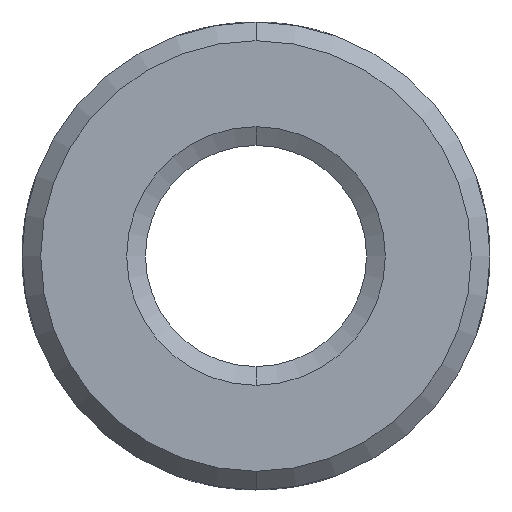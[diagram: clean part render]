
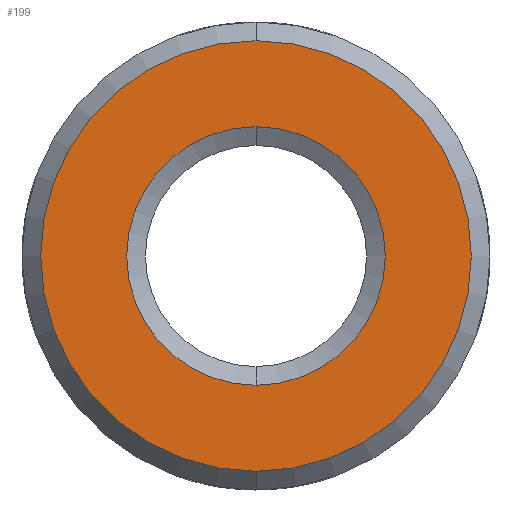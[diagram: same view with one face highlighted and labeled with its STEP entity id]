
A CAD part, front view. The second image highlights one B-rep face of the part: STEP entity #199.
In plain terms, the highlighted planar face has unit normal (0, -1, 0).
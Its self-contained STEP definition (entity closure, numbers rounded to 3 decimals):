
#191 = EDGE_CURVE ( 'NONE', #192, #193, #1285, .T. ) ;
#192 = VERTEX_POINT ( 'NONE', #1259 ) ;
#193 = VERTEX_POINT ( 'NONE', #1258 ) ;
#199 = ADVANCED_FACE ( 'NONE', ( #1248, #1247 ), #1232, .F. ) ;
#200 = EDGE_LOOP ( 'NONE', ( #271, #272 ) ) ;
#271 = ORIENTED_EDGE ( 'NONE', *, *, #191, .F. ) ;
#272 = ORIENTED_EDGE ( 'NONE', *, *, #273, .F. ) ;
#273 = EDGE_CURVE ( 'NONE', #193, #192, #1419, .T. ) ;
#274 = EDGE_LOOP ( 'NONE', ( #275, #276 ) ) ;
#275 = ORIENTED_EDGE ( 'NONE', *, *, #318, .T. ) ;
#276 = ORIENTED_EDGE ( 'NONE', *, *, #277, .T. ) ;
#277 = EDGE_CURVE ( 'NONE', #316, #319, #1501, .T. ) ;
#316 = VERTEX_POINT ( 'NONE', #1659 ) ;
#318 = EDGE_CURVE ( 'NONE', #319, #316, #1637, .T. ) ;
#319 = VERTEX_POINT ( 'NONE', #1632 ) ;
#1232 = PLANE ( 'NONE',  #1334 ) ;
#1247 = FACE_BOUND ( 'NONE', #274, .T. ) ;
#1248 = FACE_OUTER_BOUND ( 'NONE', #200, .T. ) ;
#1258 = CARTESIAN_POINT ( 'NONE',  ( 0., -1.587, -2.921 ) ) ;
#1259 = CARTESIAN_POINT ( 'NONE',  ( 0., -1.587, 2.921 ) ) ;
#1260 = DIRECTION ( 'NONE',  ( 0., 0., 1. ) ) ;
#1261 = DIRECTION ( 'NONE',  ( 0., 1., 0. ) ) ;
#1262 = AXIS2_PLACEMENT_3D ( 'NONE', #1284, #1261, #1260 ) ;
#1284 = CARTESIAN_POINT ( 'NONE',  ( 0., -1.587, 0. ) ) ;
#1285 = CIRCLE ( 'NONE', #1262, 2.921 ) ;
#1331 = DIRECTION ( 'NONE',  ( 0., 0., 1. ) ) ;
#1332 = DIRECTION ( 'NONE',  ( 0., 1., 0. ) ) ;
#1333 = CARTESIAN_POINT ( 'NONE',  ( 1.588, -1.587, 0. ) ) ;
#1334 = AXIS2_PLACEMENT_3D ( 'NONE', #1333, #1332, #1331 ) ;
#1419 = CIRCLE ( 'NONE', #1505, 2.921 ) ;
#1497 = DIRECTION ( 'NONE',  ( 0., 0., 1. ) ) ;
#1498 = DIRECTION ( 'NONE',  ( 0., 1., 0. ) ) ;
#1499 = CARTESIAN_POINT ( 'NONE',  ( 0., -1.587, 0. ) ) ;
#1500 = AXIS2_PLACEMENT_3D ( 'NONE', #1499, #1498, #1497 ) ;
#1501 = CIRCLE ( 'NONE', #1500, 1.754 ) ;
#1502 = DIRECTION ( 'NONE',  ( 0., 0., 1. ) ) ;
#1503 = DIRECTION ( 'NONE',  ( 0., 1., 0. ) ) ;
#1504 = CARTESIAN_POINT ( 'NONE',  ( 0., -1.587, 0. ) ) ;
#1505 = AXIS2_PLACEMENT_3D ( 'NONE', #1504, #1503, #1502 ) ;
#1632 = CARTESIAN_POINT ( 'NONE',  ( 0., -1.587, -1.754 ) ) ;
#1633 = DIRECTION ( 'NONE',  ( 0., 0., 1. ) ) ;
#1634 = DIRECTION ( 'NONE',  ( 0., 1., 0. ) ) ;
#1635 = CARTESIAN_POINT ( 'NONE',  ( 0., -1.587, 0. ) ) ;
#1636 = AXIS2_PLACEMENT_3D ( 'NONE', #1635, #1634, #1633 ) ;
#1637 = CIRCLE ( 'NONE', #1636, 1.754 ) ;
#1659 = CARTESIAN_POINT ( 'NONE',  ( 0., -1.587, 1.754 ) ) ;
